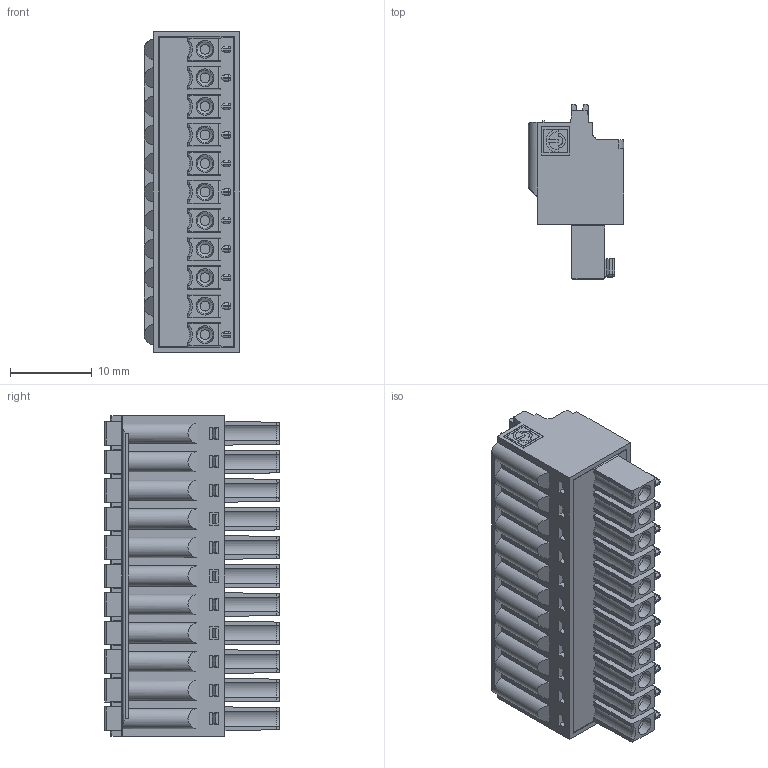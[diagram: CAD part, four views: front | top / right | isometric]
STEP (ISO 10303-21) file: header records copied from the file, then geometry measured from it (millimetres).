
FILE_DESCRIPTION(('STEP AP214'),'1');
FILE_NAME('SHM11-3,5-F.stp','2025-07-01T08:45:58',(' '),(' '),'Spatial InterOp 3D',' ',' ');
FILE_SCHEMA(('AUTOMOTIVE_DESIGN { 1 0 10303 214 1 1 1 1 }'));
Length unit declared in the file: metre
Products named in the file (1): 1751310256
Bounding box: 11.7 x 21.4 x 39.3 mm (x, y, z)
Volume: 5793 mm3; surface area: 4428.8 mm2
Topology: 1 solids, 1 shells, 1144 faces, 3140 edges, 2044 vertices
Faces by surface type: plane 806, cylinder 271, cone 33, sphere 22, torus 11, extrusion 1
Full cylindrical faces by diameter (mm): 1.2 x11, 3.078 x11
Entity records: 52884 total; most frequent: CARTESIAN_POINT 8610, ORIENTED_EDGE 6038, DIRECTION 5566, EDGE_CURVE 3019, STYLED_ITEM 2484, PRESENTATION_STYLE_ASSIGNMENT 2484, COLOUR_RGB 2484, VECTOR 2300
